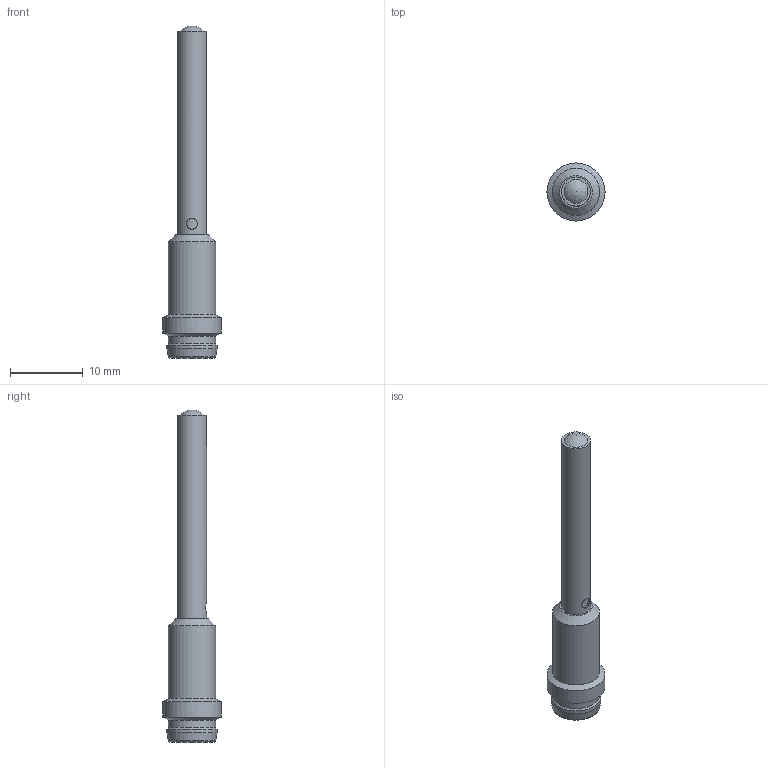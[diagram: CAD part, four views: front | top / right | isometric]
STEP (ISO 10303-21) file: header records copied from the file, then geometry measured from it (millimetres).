
FILE_DESCRIPTION (( 'STEP AP214' ), '1' );
FILE_NAME ('LxR-D04MA-NxS.STEP', '2018-11-16T20:27:25', ( '' ), ( '' ), 'SwSTEP 2.0', 'SolidWorks 2018', '' );
FILE_SCHEMA (( 'AUTOMOTIVE_DESIGN' ));
Length unit declared in the file: inch
Products named in the file (1): LxR-D04MA-NxS
Bounding box: 8 x 8 x 45.75 mm (x, y, z)
Volume: 839.4 mm3; surface area: 922.5 mm2
Topology: 1 solids, 1 shells, 28 faces, 66 edges, 41 vertices
Faces by surface type: cylinder 12, cone 6, plane 5, sphere 3, torus 1, bspline 1
Full cylindrical faces by diameter (mm): 1 x3, 1.5 x1, 4 x1, 5.7 x1, 5.8 x1, 6.5 x2, 6.9 x1, 8 x1
Entity records: 1033 total; most frequent: CARTESIAN_POINT 168, DIRECTION 106, ORIENTED_EDGE 54, EDGE_LOOP 54, AXIS2_PLACEMENT_3D 53, FACE_OUTER_BOUND 40, LENGTH_MEASURE_WITH_UNIT 31, DIMENSIONAL_EXPONENTS 31
